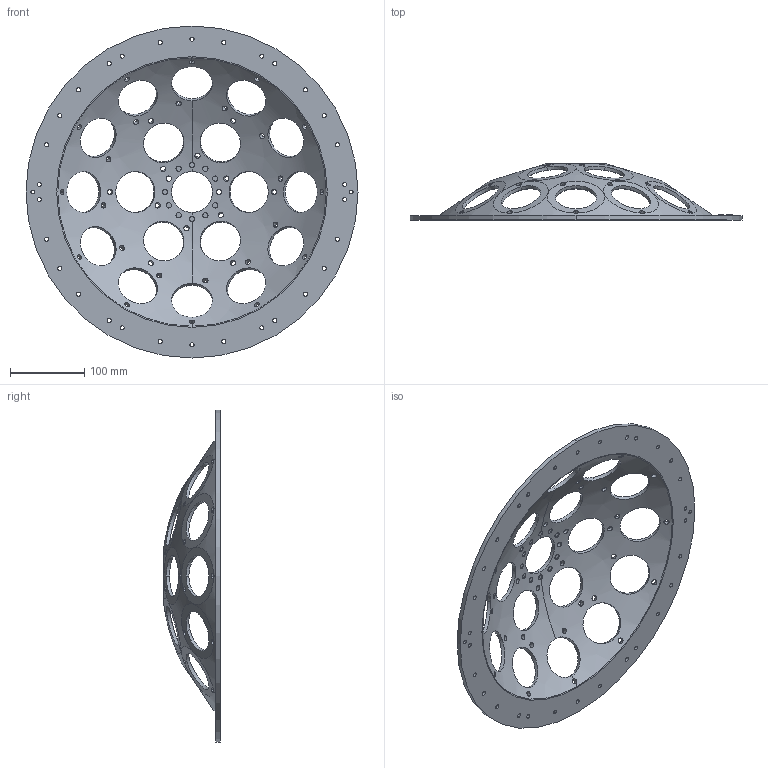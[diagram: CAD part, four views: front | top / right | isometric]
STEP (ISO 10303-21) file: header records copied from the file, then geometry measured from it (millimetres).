
FILE_DESCRIPTION (( 'STEP AP203' ), '1' );
FILE_NAME ('Shubham Matrix Improved_4.1-02.STEP', '2022-07-28T00:59:41', ( '' ), ( '' ), 'SwSTEP 2.0', 'SolidWorks 2021', '' );
FILE_SCHEMA (( 'CONFIG_CONTROL_DESIGN' ));
Length unit declared in the file: millimetre
Products named in the file (1): Shubham Matrix Improved_4.1-02
Bounding box: 446 x 75.86 x 446 mm (x, y, z)
Volume: 722843.8 mm3; surface area: 282601.6 mm2
Topology: 1 solids, 1 shells, 454 faces, 1357 edges, 898 vertices
Faces by surface type: cylinder 204, plane 157, bspline 85, torus 4, sphere 4
Entity records: 20622 total; most frequent: CARTESIAN_POINT 8512, ORIENTED_EDGE 2714, DIRECTION 2153, EDGE_CURVE 1357, VERTEX_POINT 898, AXIS2_PLACEMENT_3D 761, LINE 631, VECTOR 631
